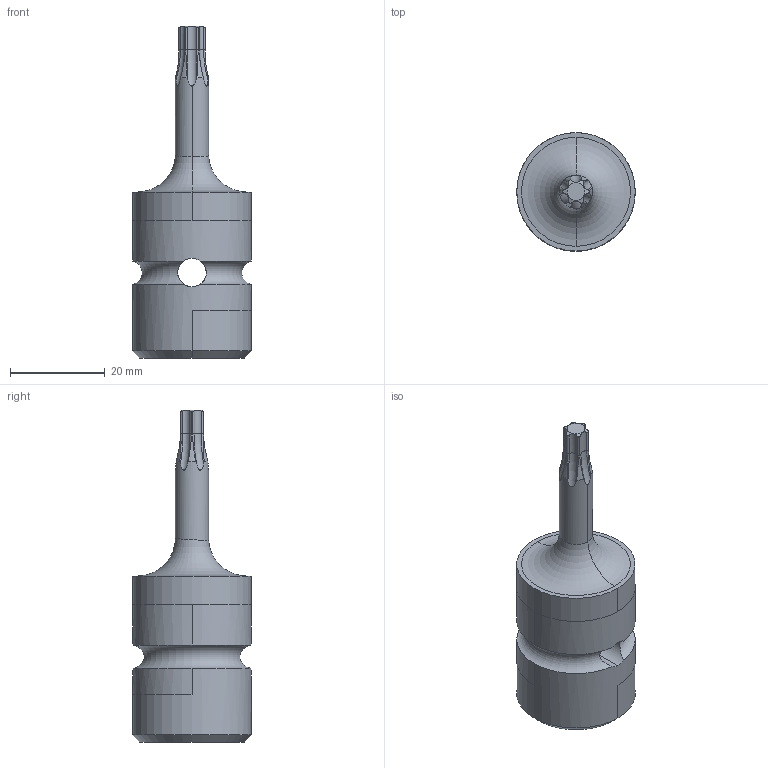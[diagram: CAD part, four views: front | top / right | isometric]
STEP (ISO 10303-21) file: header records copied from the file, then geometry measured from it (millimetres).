
FILE_DESCRIPTION((''),'2;1');
FILE_NAME('4027132930','2023-08-22T11:16:44',('A00565553'),(''),'CREO PARAMETRIC BY PTC INC, 2022414','CREO PARAMETRIC BY PTC INC, 2022414','');
FILE_SCHEMA(('CONFIG_CONTROL_DESIGN','GEOMETRIC_VALIDATION_PROPERTIES_MIM'));
Length unit declared in the file: millimetre
Products named in the file (1): 4027132930
Bounding box: 25 x 25 x 70 mm (x, y, z)
Volume: 12567.8 mm3; surface area: 5771.4 mm2
Topology: 1 solids, 1 shells, 88 faces, 239 edges, 153 vertices
Faces by surface type: cylinder 42, torus 30, cone 8, plane 8
Entity records: 3413 total; most frequent: CARTESIAN_POINT 1152, ORIENTED_EDGE 478, DIRECTION 426, EDGE_CURVE 239, AXIS2_PLACEMENT_3D 183, VERTEX_POINT 153, CIRCLE 95, EDGE_LOOP 92
